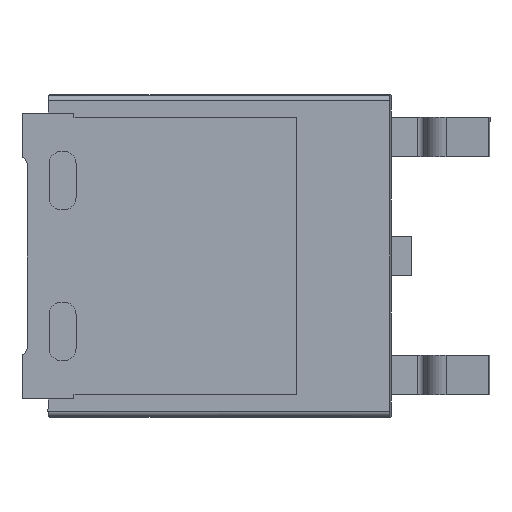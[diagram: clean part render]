
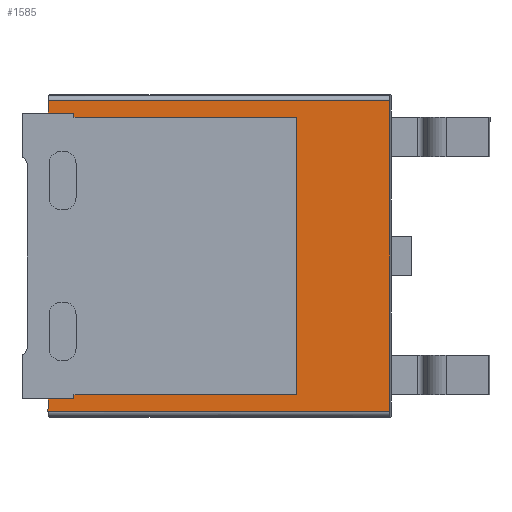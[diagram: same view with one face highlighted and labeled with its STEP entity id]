
A CAD part, front view. The second image highlights one B-rep face of the part: STEP entity #1585.
In plain terms, the highlighted planar face has unit normal (0, -1, 0).
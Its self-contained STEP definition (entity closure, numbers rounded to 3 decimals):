
#14 = EDGE_LOOP ( 'NONE', ( #899, #990, #715, #2146, #1511, #244, #1625, #1545, #2071, #1596, #56, #194 ) ) ;
#18 = DIRECTION ( 'NONE',  ( 0., 0., 1. ) ) ;
#42 = CARTESIAN_POINT ( 'NONE',  ( 3.904, -0.3, -2.986 ) ) ;
#56 = ORIENTED_EDGE ( 'NONE', *, *, #151, .F. ) ;
#66 = VECTOR ( 'NONE', #2129, 1000. ) ;
#70 = CARTESIAN_POINT ( 'NONE',  ( 4.925, -0.3, 2.67 ) ) ;
#111 = CARTESIAN_POINT ( 'NONE',  ( -2.665, -0.3, -2.986 ) ) ;
#133 = CARTESIAN_POINT ( 'NONE',  ( 2.105, -0.3, -2.82 ) ) ;
#138 = DIRECTION ( 'NONE',  ( 0., 0., 1. ) ) ;
#139 = LINE ( 'NONE', #1658, #1400 ) ;
#151 = EDGE_CURVE ( 'NONE', #913, #1639, #609, .T. ) ;
#157 = DIRECTION ( 'NONE',  ( 1., 0., 0. ) ) ;
#172 = VECTOR ( 'NONE', #841, 1000. ) ;
#185 = CARTESIAN_POINT ( 'NONE',  ( 4.925, -0.3, -2.67 ) ) ;
#192 = VERTEX_POINT ( 'NONE', #1002 ) ;
#194 = ORIENTED_EDGE ( 'NONE', *, *, #1394, .T. ) ;
#197 = EDGE_CURVE ( 'NONE', #1569, #848, #1840, .T. ) ;
#221 = DIRECTION ( 'NONE',  ( 1., 0., 0. ) ) ;
#229 = CARTESIAN_POINT ( 'NONE',  ( -2.665, -0.3, 2.986 ) ) ;
#244 = ORIENTED_EDGE ( 'NONE', *, *, #555, .T. ) ;
#272 = CARTESIAN_POINT ( 'NONE',  ( -2.165, -0.3, -2.75 ) ) ;
#289 = CARTESIAN_POINT ( 'NONE',  ( 0., -0.3, 2.986 ) ) ;
#328 = CARTESIAN_POINT ( 'NONE',  ( 2.105, -0.3, 2.67 ) ) ;
#331 = CARTESIAN_POINT ( 'NONE',  ( -3.165, -0.3, 2.75 ) ) ;
#387 = CARTESIAN_POINT ( 'NONE',  ( 0., -0.3, 0. ) ) ;
#396 = PLANE ( 'NONE',  #854 ) ;
#555 = EDGE_CURVE ( 'NONE', #1992, #1880, #1582, .T. ) ;
#581 = VECTOR ( 'NONE', #18, 1000. ) ;
#583 = FACE_OUTER_BOUND ( 'NONE', #14, .T. ) ;
#609 = LINE ( 'NONE', #1670, #172 ) ;
#695 = VERTEX_POINT ( 'NONE', #328 ) ;
#715 = ORIENTED_EDGE ( 'NONE', *, *, #1764, .T. ) ;
#743 = CARTESIAN_POINT ( 'NONE',  ( 2.105, -0.3, -2.67 ) ) ;
#752 = EDGE_CURVE ( 'NONE', #829, #1569, #1065, .T. ) ;
#778 = CARTESIAN_POINT ( 'NONE',  ( -2.165, -0.3, -2.67 ) ) ;
#829 = VERTEX_POINT ( 'NONE', #111 ) ;
#830 = DIRECTION ( 'NONE',  ( 0., 0., -1. ) ) ;
#836 = VECTOR ( 'NONE', #1601, 1000. ) ;
#841 = DIRECTION ( 'NONE',  ( 0., 0., -1. ) ) ;
#848 = VERTEX_POINT ( 'NONE', #272 ) ;
#854 = AXIS2_PLACEMENT_3D ( 'NONE', #387, #1376, #221 ) ;
#857 = VERTEX_POINT ( 'NONE', #1428 ) ;
#899 = ORIENTED_EDGE ( 'NONE', *, *, #1202, .F. ) ;
#913 = VERTEX_POINT ( 'NONE', #986 ) ;
#942 = EDGE_CURVE ( 'NONE', #1880, #848, #2048, .T. ) ;
#964 = LINE ( 'NONE', #133, #66 ) ;
#986 = CARTESIAN_POINT ( 'NONE',  ( 3.904, -0.3, 2.986 ) ) ;
#988 = EDGE_CURVE ( 'NONE', #695, #857, #1555, .T. ) ;
#990 = ORIENTED_EDGE ( 'NONE', *, *, #1755, .F. ) ;
#1002 = CARTESIAN_POINT ( 'NONE',  ( -2.165, -0.3, 2.75 ) ) ;
#1024 = VECTOR ( 'NONE', #138, 1000. ) ;
#1027 = DIRECTION ( 'NONE',  ( -1., 0., 0. ) ) ;
#1065 = LINE ( 'NONE', #1303, #1024 ) ;
#1076 = VECTOR ( 'NONE', #1826, 1000. ) ;
#1086 = EDGE_CURVE ( 'NONE', #1992, #695, #964, .T. ) ;
#1118 = VECTOR ( 'NONE', #1395, 1000. ) ;
#1146 = VECTOR ( 'NONE', #1027, 1000. ) ;
#1178 = CARTESIAN_POINT ( 'NONE',  ( -2.665, -0.3, -3.1 ) ) ;
#1202 = EDGE_CURVE ( 'NONE', #1237, #1572, #1869, .T. ) ;
#1237 = VERTEX_POINT ( 'NONE', #1673 ) ;
#1303 = CARTESIAN_POINT ( 'NONE',  ( -2.665, -0.3, -3.1 ) ) ;
#1305 = EDGE_CURVE ( 'NONE', #829, #1639, #1444, .T. ) ;
#1376 = DIRECTION ( 'NONE',  ( 0., 1., 0. ) ) ;
#1394 = EDGE_CURVE ( 'NONE', #913, #1572, #1998, .T. ) ;
#1395 = DIRECTION ( 'NONE',  ( -1., 0., 0. ) ) ;
#1400 = VECTOR ( 'NONE', #830, 1000. ) ;
#1428 = CARTESIAN_POINT ( 'NONE',  ( -2.165, -0.3, 2.67 ) ) ;
#1444 = LINE ( 'NONE', #1458, #1888 ) ;
#1458 = CARTESIAN_POINT ( 'NONE',  ( 0., -0.3, -2.986 ) ) ;
#1462 = LINE ( 'NONE', #331, #1076 ) ;
#1483 = CARTESIAN_POINT ( 'NONE',  ( -3.165, -0.3, -2.75 ) ) ;
#1502 = VECTOR ( 'NONE', #1952, 1000. ) ;
#1511 = ORIENTED_EDGE ( 'NONE', *, *, #1086, .F. ) ;
#1519 = VECTOR ( 'NONE', #157, 1000. ) ;
#1545 = ORIENTED_EDGE ( 'NONE', *, *, #197, .F. ) ;
#1555 = LINE ( 'NONE', #70, #1118 ) ;
#1569 = VERTEX_POINT ( 'NONE', #1896 ) ;
#1572 = VERTEX_POINT ( 'NONE', #229 ) ;
#1582 = LINE ( 'NONE', #185, #1146 ) ;
#1585 = ADVANCED_FACE ( 'NONE', ( #583 ), #396, .F. ) ;
#1596 = ORIENTED_EDGE ( 'NONE', *, *, #1305, .T. ) ;
#1600 = CARTESIAN_POINT ( 'NONE',  ( -2.165, -0.3, -2.67 ) ) ;
#1601 = DIRECTION ( 'NONE',  ( 0., 0., -1. ) ) ;
#1625 = ORIENTED_EDGE ( 'NONE', *, *, #942, .T. ) ;
#1639 = VERTEX_POINT ( 'NONE', #42 ) ;
#1658 = CARTESIAN_POINT ( 'NONE',  ( -2.165, -0.3, 2.67 ) ) ;
#1670 = CARTESIAN_POINT ( 'NONE',  ( 3.904, -0.3, 0. ) ) ;
#1673 = CARTESIAN_POINT ( 'NONE',  ( -2.665, -0.3, 2.75 ) ) ;
#1749 = DIRECTION ( 'NONE',  ( 1., 0., 0. ) ) ;
#1755 = EDGE_CURVE ( 'NONE', #192, #1237, #1462, .T. ) ;
#1764 = EDGE_CURVE ( 'NONE', #192, #857, #139, .T. ) ;
#1826 = DIRECTION ( 'NONE',  ( -1., 0., 0. ) ) ;
#1840 = LINE ( 'NONE', #1483, #1519 ) ;
#1869 = LINE ( 'NONE', #1178, #581 ) ;
#1880 = VERTEX_POINT ( 'NONE', #1600 ) ;
#1888 = VECTOR ( 'NONE', #1749, 1000. ) ;
#1896 = CARTESIAN_POINT ( 'NONE',  ( -2.665, -0.3, -2.75 ) ) ;
#1952 = DIRECTION ( 'NONE',  ( -1., 0., 0. ) ) ;
#1992 = VERTEX_POINT ( 'NONE', #743 ) ;
#1998 = LINE ( 'NONE', #289, #1502 ) ;
#2048 = LINE ( 'NONE', #778, #836 ) ;
#2071 = ORIENTED_EDGE ( 'NONE', *, *, #752, .F. ) ;
#2129 = DIRECTION ( 'NONE',  ( 0., 0., 1. ) ) ;
#2146 = ORIENTED_EDGE ( 'NONE', *, *, #988, .F. ) ;
